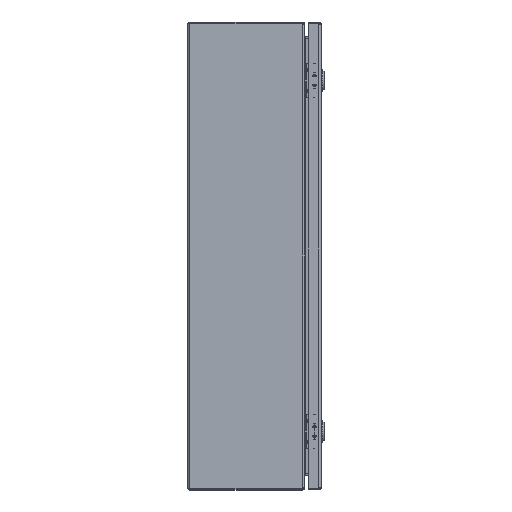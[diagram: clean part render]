
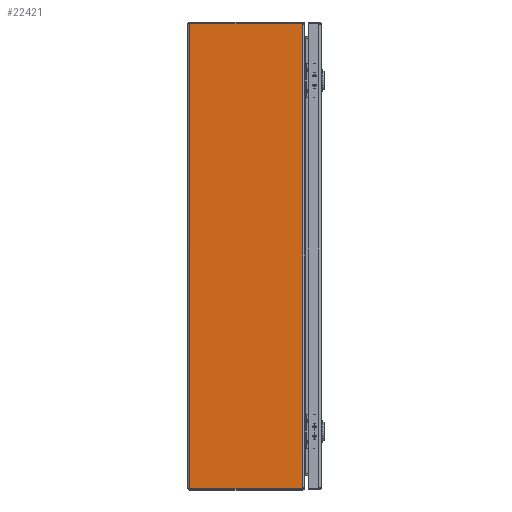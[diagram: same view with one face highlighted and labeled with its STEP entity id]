
A CAD part, left-side view. The second image highlights one B-rep face of the part: STEP entity #22421.
In plain terms, the highlighted planar face has unit normal (-1, 0, 0).
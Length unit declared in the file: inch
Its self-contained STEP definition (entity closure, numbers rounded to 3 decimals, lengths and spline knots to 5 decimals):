
#72 = CIRCLE ( 'NONE', #6885, 0.38236 ) ;
#437 = ORIENTED_EDGE ( 'NONE', *, *, #21612, .F. ) ;
#1802 = CARTESIAN_POINT ( 'NONE',  ( -12., -0.072, 11.92789 ) ) ;
#2353 = ORIENTED_EDGE ( 'NONE', *, *, #20494, .F. ) ;
#2391 = CIRCLE ( 'NONE', #20684, 0.38236 ) ;
#2828 = DIRECTION ( 'NONE',  ( 0., 0., 1. ) ) ;
#3067 = DIRECTION ( 'NONE',  ( 0., 1., 0. ) ) ;
#4514 = AXIS2_PLACEMENT_3D ( 'NONE', #9652, #7631, #19766 ) ;
#4678 = VERTEX_POINT ( 'NONE', #22585 ) ;
#5028 = CARTESIAN_POINT ( 'NONE',  ( -12., -5.76322, -11.92789 ) ) ;
#5049 = LINE ( 'NONE', #25832, #17458 ) ;
#5504 = DIRECTION ( 'NONE',  ( 0., 0., -1. ) ) ;
#5676 = DIRECTION ( 'NONE',  ( 1., 0., 0. ) ) ;
#6885 = AXIS2_PLACEMENT_3D ( 'NONE', #14711, #22833, #25078 ) ;
#7336 = ORIENTED_EDGE ( 'NONE', *, *, #23877, .F. ) ;
#7471 = CARTESIAN_POINT ( 'NONE',  ( -12., -0.108, 11.92789 ) ) ;
#7625 = ORIENTED_EDGE ( 'NONE', *, *, #19152, .F. ) ;
#7631 = DIRECTION ( 'NONE',  ( 1., 0., 0. ) ) ;
#8094 = VERTEX_POINT ( 'NONE', #24554 ) ;
#9289 = ORIENTED_EDGE ( 'NONE', *, *, #18874, .F. ) ;
#9652 = CARTESIAN_POINT ( 'NONE',  ( -12., -0.072, 83.298 ) ) ;
#10817 = CARTESIAN_POINT ( 'NONE',  ( -12., -0.108, -11.892 ) ) ;
#11387 = LINE ( 'NONE', #11659, #18086 ) ;
#11659 = CARTESIAN_POINT ( 'NONE',  ( -12., -5.892, 83.298 ) ) ;
#12070 = DIRECTION ( 'NONE',  ( 0., -1., 0. ) ) ;
#12846 = VECTOR ( 'NONE', #12070, 39.37008 ) ;
#13447 = VECTOR ( 'NONE', #2828, 39.37008 ) ;
#13808 = DIRECTION ( 'NONE',  ( 0., 1., 0. ) ) ;
#14069 = ORIENTED_EDGE ( 'NONE', *, *, #20395, .F. ) ;
#14366 = VERTEX_POINT ( 'NONE', #5028 ) ;
#14711 = CARTESIAN_POINT ( 'NONE',  ( -12., -5.76322, 11.54553 ) ) ;
#15287 = CARTESIAN_POINT ( 'NONE',  ( -12., -5.76322, -11.54553 ) ) ;
#16131 = CARTESIAN_POINT ( 'NONE',  ( -12., -0.108, -11.92789 ) ) ;
#16188 = LINE ( 'NONE', #1802, #12846 ) ;
#17110 = VERTEX_POINT ( 'NONE', #7471 ) ;
#17128 = EDGE_LOOP ( 'NONE', ( #2353, #14069, #437, #7336, #9289, #7625 ) ) ;
#17458 = VECTOR ( 'NONE', #3067, 39.37008 ) ;
#18086 = VECTOR ( 'NONE', #5504, 39.37008 ) ;
#18874 = EDGE_CURVE ( 'NONE', #25631, #14366, #2391, .T. ) ;
#19152 = EDGE_CURVE ( 'NONE', #4678, #25631, #11387, .T. ) ;
#19657 = CARTESIAN_POINT ( 'NONE',  ( -12., -5.892, -11.90555 ) ) ;
#19766 = DIRECTION ( 'NONE',  ( 0., 1., 0. ) ) ;
#20395 = EDGE_CURVE ( 'NONE', #17110, #8094, #16188, .T. ) ;
#20494 = EDGE_CURVE ( 'NONE', #8094, #4678, #72, .T. ) ;
#20684 = AXIS2_PLACEMENT_3D ( 'NONE', #15287, #5676, #13808 ) ;
#21612 = EDGE_CURVE ( 'NONE', #21884, #17110, #25192, .T. ) ;
#21884 = VERTEX_POINT ( 'NONE', #16131 ) ;
#22421 = ADVANCED_FACE ( 'NONE', ( #23504 ), #25485, .F. ) ;
#22585 = CARTESIAN_POINT ( 'NONE',  ( -12., -5.892, 11.90555 ) ) ;
#22833 = DIRECTION ( 'NONE',  ( 1., 0., 0. ) ) ;
#23504 = FACE_OUTER_BOUND ( 'NONE', #17128, .T. ) ;
#23877 = EDGE_CURVE ( 'NONE', #14366, #21884, #5049, .T. ) ;
#24554 = CARTESIAN_POINT ( 'NONE',  ( -12., -5.76322, 11.92789 ) ) ;
#25078 = DIRECTION ( 'NONE',  ( 0., 1., 0. ) ) ;
#25192 = LINE ( 'NONE', #10817, #13447 ) ;
#25485 = PLANE ( 'NONE',  #4514 ) ;
#25631 = VERTEX_POINT ( 'NONE', #19657 ) ;
#25832 = CARTESIAN_POINT ( 'NONE',  ( -12., -0.072, -11.92789 ) ) ;
